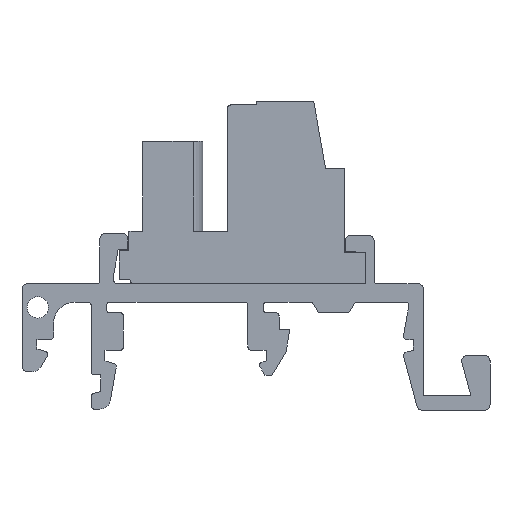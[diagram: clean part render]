
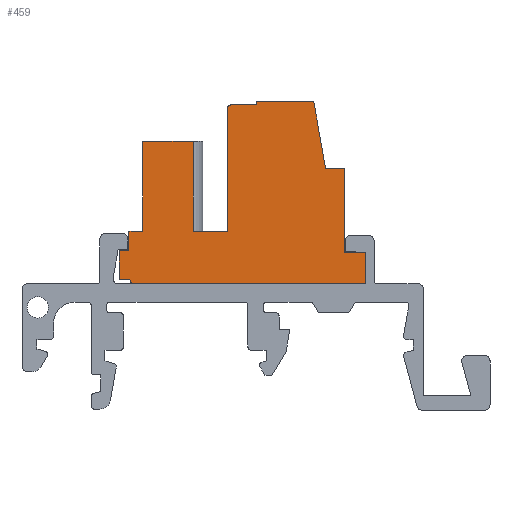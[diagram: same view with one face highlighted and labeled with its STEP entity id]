
A CAD part, left-side view. The second image highlights one B-rep face of the part: STEP entity #459.
In plain terms, the highlighted planar face has unit normal (-1, 0, 0).
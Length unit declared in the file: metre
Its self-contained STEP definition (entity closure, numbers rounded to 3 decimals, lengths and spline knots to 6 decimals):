
#459=ADVANCED_FACE('',(#1154),#1155,.F.);
#1154=FACE_OUTER_BOUND('',#2094,.T.);
#1155=PLANE('',#2095);
#2094=EDGE_LOOP('',(#3501,#3502,#3503,#3504,#3505,#3506,#3507,#3508,#3509,#3510,#3511,#3512,#3513,#3514,#3515,#3516,#3517,#3518,#3519,#3520,#3521));
#2095=AXIS2_PLACEMENT_3D('',#3522,#3523,#3524);
#3501=ORIENTED_EDGE('',*,*,#5985,.F.);
#3502=ORIENTED_EDGE('',*,*,#5986,.F.);
#3503=ORIENTED_EDGE('',*,*,#5802,.T.);
#3504=ORIENTED_EDGE('',*,*,#5987,.T.);
#3505=ORIENTED_EDGE('',*,*,#5988,.F.);
#3506=ORIENTED_EDGE('',*,*,#5989,.T.);
#3507=ORIENTED_EDGE('',*,*,#5990,.T.);
#3508=ORIENTED_EDGE('',*,*,#5991,.T.);
#3509=ORIENTED_EDGE('',*,*,#5992,.T.);
#3510=ORIENTED_EDGE('',*,*,#5993,.F.);
#3511=ORIENTED_EDGE('',*,*,#5912,.F.);
#3512=ORIENTED_EDGE('',*,*,#5994,.T.);
#3513=ORIENTED_EDGE('',*,*,#5641,.F.);
#3514=ORIENTED_EDGE('',*,*,#5995,.T.);
#3515=ORIENTED_EDGE('',*,*,#5996,.F.);
#3516=ORIENTED_EDGE('',*,*,#5997,.F.);
#3517=ORIENTED_EDGE('',*,*,#5998,.T.);
#3518=ORIENTED_EDGE('',*,*,#5999,.F.);
#3519=ORIENTED_EDGE('',*,*,#6000,.T.);
#3520=ORIENTED_EDGE('',*,*,#6001,.T.);
#3521=ORIENTED_EDGE('',*,*,#5774,.T.);
#3522=CARTESIAN_POINT('',(0.032709,0.18105,0.089516));
#3523=DIRECTION('',(1.0,0.,0.));
#3524=DIRECTION('',(0.,1.0,0.0));
#5641=EDGE_CURVE('',#6793,#6795,#6796,.T.);
#5774=EDGE_CURVE('',#7051,#7049,#7052,.T.);
#5802=EDGE_CURVE('',#7099,#7100,#7101,.T.);
#5912=EDGE_CURVE('',#7271,#7274,#7275,.T.);
#5985=EDGE_CURVE('',#7386,#7049,#7387,.T.);
#5986=EDGE_CURVE('',#7099,#7386,#7388,.T.);
#5987=EDGE_CURVE('',#7100,#7389,#7390,.T.);
#5988=EDGE_CURVE('',#7391,#7389,#7392,.T.);
#5989=EDGE_CURVE('',#7391,#7393,#7394,.T.);
#5990=EDGE_CURVE('',#7393,#7395,#7396,.T.);
#5991=EDGE_CURVE('',#7395,#7397,#7398,.F.);
#5992=EDGE_CURVE('',#7397,#7399,#7400,.T.);
#5993=EDGE_CURVE('',#7274,#7399,#7401,.T.);
#5994=EDGE_CURVE('',#7271,#6795,#7402,.T.);
#5995=EDGE_CURVE('',#6793,#7403,#7404,.T.);
#5996=EDGE_CURVE('',#7405,#7403,#7406,.T.);
#5997=EDGE_CURVE('',#7407,#7405,#7408,.T.);
#5998=EDGE_CURVE('',#7407,#7409,#7410,.T.);
#5999=EDGE_CURVE('',#7411,#7409,#7412,.T.);
#6000=EDGE_CURVE('',#7411,#7413,#7414,.F.);
#6001=EDGE_CURVE('',#7413,#7051,#7415,.T.);
#6793=VERTEX_POINT('',#8464);
#6795=VERTEX_POINT('',#8467);
#6796=LINE('',#8468,#8469);
#7049=VERTEX_POINT('',#8805);
#7051=VERTEX_POINT('',#8808);
#7052=LINE('',#8809,#8810);
#7099=VERTEX_POINT('',#8871);
#7100=VERTEX_POINT('',#8872);
#7101=LINE('',#8873,#8874);
#7271=VERTEX_POINT('',#9111);
#7274=VERTEX_POINT('',#9115);
#7275=LINE('',#9116,#9117);
#7386=VERTEX_POINT('',#9268);
#7387=LINE('',#9269,#9270);
#7388=LINE('',#9271,#9272);
#7389=VERTEX_POINT('',#9273);
#7390=LINE('',#9274,#9275);
#7391=VERTEX_POINT('',#9276);
#7392=LINE('',#9277,#9278);
#7393=VERTEX_POINT('',#9279);
#7394=LINE('',#9280,#9281);
#7395=VERTEX_POINT('',#9282);
#7396=LINE('',#9283,#9284);
#7397=VERTEX_POINT('',#9285);
#7398=CIRCLE('',#9286,0.0003);
#7399=VERTEX_POINT('',#9287);
#7400=LINE('',#9288,#9289);
#7401=LINE('',#9290,#9291);
#7402=LINE('',#9292,#9293);
#7403=VERTEX_POINT('',#9294);
#7404=LINE('',#9295,#9296);
#7405=VERTEX_POINT('',#9297);
#7406=LINE('',#9298,#9299);
#7407=VERTEX_POINT('',#9300);
#7408=LINE('',#9301,#9302);
#7409=VERTEX_POINT('',#9303);
#7410=LINE('',#9304,#9305);
#7411=VERTEX_POINT('',#9306);
#7412=LINE('',#9307,#9308);
#7413=VERTEX_POINT('',#9309);
#7414=CIRCLE('',#9310,0.0004);
#7415=LINE('',#9311,#9312);
#8464=CARTESIAN_POINT('',(0.032709,0.18075,0.092416));
#8467=CARTESIAN_POINT('',(0.032709,0.18075,0.100816));
#8468=CARTESIAN_POINT('',(0.032709,0.18075,0.100816));
#8469=VECTOR('',#10547,1.0);
#8805=CARTESIAN_POINT('',(0.032709,0.15995,0.090416));
#8808=CARTESIAN_POINT('',(0.032709,0.15995,0.087516));
#8809=CARTESIAN_POINT('',(0.032709,0.15995,0.087616));
#8810=VECTOR('',#10755,1.0);
#8871=CARTESIAN_POINT('',(0.032709,0.16195,0.098266));
#8872=CARTESIAN_POINT('',(0.032709,0.163682,0.098266));
#8873=CARTESIAN_POINT('',(0.032709,0.16195,0.098266));
#8874=VECTOR('',#10791,1.0);
#9111=CARTESIAN_POINT('',(0.032709,0.17605,0.100816));
#9115=CARTESIAN_POINT('',(0.032709,0.17605,0.092416));
#9116=CARTESIAN_POINT('',(0.032709,0.17605,0.100816));
#9117=VECTOR('',#10899,1.0);
#9268=CARTESIAN_POINT('',(0.032709,0.16195,0.090416));
#9269=CARTESIAN_POINT('',(0.032709,0.18105,0.090416));
#9270=VECTOR('',#10979,1.0);
#9271=CARTESIAN_POINT('',(0.032709,0.16195,0.098366));
#9272=VECTOR('',#10980,1.0);
#9273=CARTESIAN_POINT('',(0.032709,0.164784,0.104516));
#9274=CARTESIAN_POINT('',(0.032709,0.165009,0.105789));
#9275=VECTOR('',#10981,1.0);
#9276=CARTESIAN_POINT('',(0.032709,0.1701,0.104516));
#9277=CARTESIAN_POINT('',(0.032709,0.18195,0.104516));
#9278=VECTOR('',#10982,1.0);
#9279=CARTESIAN_POINT('',(0.032709,0.1701,0.104216));
#9280=CARTESIAN_POINT('',(0.032709,0.1701,0.104215));
#9281=VECTOR('',#10983,1.0);
#9282=CARTESIAN_POINT('',(0.032709,0.17255,0.104216));
#9283=CARTESIAN_POINT('',(0.032709,0.18095,0.104216));
#9284=VECTOR('',#10984,1.0);
#9285=CARTESIAN_POINT('',(0.032709,0.17285,0.103916));
#9286=AXIS2_PLACEMENT_3D('',#10985,#10986,#10987);
#9287=CARTESIAN_POINT('',(0.032709,0.17285,0.092416));
#9288=CARTESIAN_POINT('',(0.032709,0.17285,0.091716));
#9289=VECTOR('',#10988,1.0);
#9290=CARTESIAN_POINT('',(0.032709,0.17285,0.092416));
#9291=VECTOR('',#10989,1.0);
#9292=CARTESIAN_POINT('',(0.032709,0.17795,0.100816));
#9293=VECTOR('',#10990,1.0);
#9294=CARTESIAN_POINT('',(0.032709,0.18205,0.092416));
#9295=CARTESIAN_POINT('',(0.032709,0.18195,0.092416));
#9296=VECTOR('',#10991,1.0);
#9297=CARTESIAN_POINT('',(0.032709,0.18205,0.090616));
#9298=CARTESIAN_POINT('',(0.032709,0.18205,0.092416));
#9299=VECTOR('',#10992,1.0);
#9300=CARTESIAN_POINT('',(0.032709,0.18295,0.090616));
#9301=CARTESIAN_POINT('',(0.032709,0.18195,0.090616));
#9302=VECTOR('',#10993,1.0);
#9303=CARTESIAN_POINT('',(0.032709,0.18295,0.087916));
#9304=CARTESIAN_POINT('',(0.032709,0.18295,0.089516));
#9305=VECTOR('',#10994,1.0);
#9306=CARTESIAN_POINT('',(0.032709,0.18195,0.087916));
#9307=CARTESIAN_POINT('',(0.032709,0.18195,0.087916));
#9308=VECTOR('',#10995,1.0);
#9309=CARTESIAN_POINT('',(0.032709,0.18155,0.087516));
#9310=AXIS2_PLACEMENT_3D('',#10996,#10997,#10998);
#9311=CARTESIAN_POINT('',(0.032709,0.18195,0.087516));
#9312=VECTOR('',#10999,1.0);
#10547=DIRECTION('',(0.0,0.,1.0));
#10755=DIRECTION('',(0.,0.,1.0));
#10791=DIRECTION('',(0.0,1.0,0.0));
#10899=DIRECTION('',(0.0,0.,-1.0));
#10979=DIRECTION('',(0.,-1.0,0.0));
#10980=DIRECTION('',(0.0,0.,-1.0));
#10981=DIRECTION('',(-0.0,0.174,0.985));
#10982=DIRECTION('',(0.0,-1.0,0.0));
#10983=DIRECTION('',(0.0,0.,-1.0));
#10984=DIRECTION('',(0.0,1.0,0.0));
#10985=CARTESIAN_POINT('',(0.032709,0.17255,0.103916));
#10986=DIRECTION('',(1.0,0.0,0.0));
#10987=DIRECTION('',(0.0,0.0,-1.0));
#10988=DIRECTION('',(0.0,0.,-1.0));
#10989=DIRECTION('',(0.0,-1.0,0.0));
#10990=DIRECTION('',(0.0,1.0,0.));
#10991=DIRECTION('',(-0.0,1.0,0.));
#10992=DIRECTION('',(-0.0,0.0,1.0));
#10993=DIRECTION('',(0.0,-1.0,0.));
#10994=DIRECTION('',(0.0,0.,-1.0));
#10995=DIRECTION('',(0.0,1.0,0.0));
#10996=CARTESIAN_POINT('',(0.032709,0.18155,0.087916));
#10997=DIRECTION('',(1.0,0.0,0.0));
#10998=DIRECTION('',(0.0,0.0,-1.0));
#10999=DIRECTION('',(0.,-1.0,0.));
